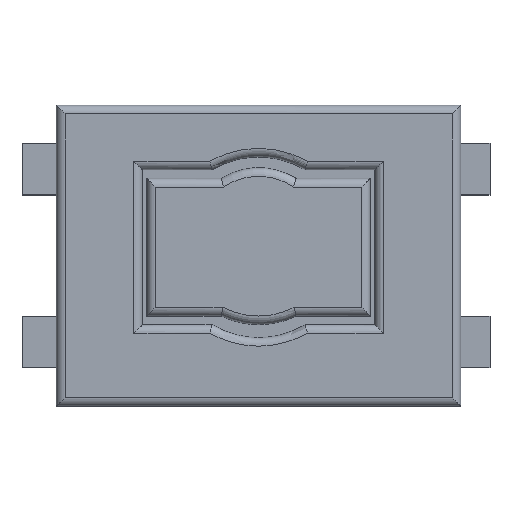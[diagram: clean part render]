
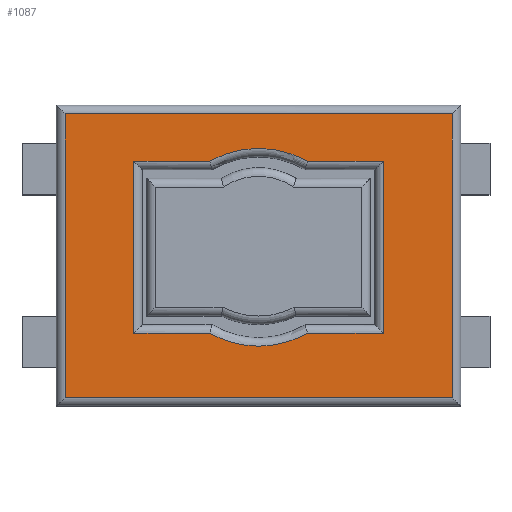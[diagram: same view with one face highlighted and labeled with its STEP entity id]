
A CAD part, top view. The second image highlights one B-rep face of the part: STEP entity #1087.
In plain terms, the highlighted planar face has unit normal (0, 0, 1).
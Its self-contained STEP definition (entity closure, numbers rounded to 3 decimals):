
#980 = VERTEX_POINT('',#981);
#981 = CARTESIAN_POINT('',(-2.2,-1.66,1.65));
#988 = EDGE_CURVE('',#980,#989,#991,.T.);
#989 = VERTEX_POINT('',#990);
#990 = CARTESIAN_POINT('',(-2.2,1.64,1.65));
#991 = LINE('',#992,#993);
#992 = CARTESIAN_POINT('',(-2.2,-1.76,1.65));
#993 = VECTOR('',#994,1.);
#994 = DIRECTION('',(0.,1.,0.));
#1015 = VERTEX_POINT('',#1016);
#1016 = CARTESIAN_POINT('',(2.3,1.64,1.65));
#1023 = EDGE_CURVE('',#989,#1015,#1024,.T.);
#1024 = LINE('',#1025,#1026);
#1025 = CARTESIAN_POINT('',(-2.3,1.64,1.65));
#1026 = VECTOR('',#1027,1.);
#1027 = DIRECTION('',(1.,0.,0.));
#1038 = VERTEX_POINT('',#1039);
#1039 = CARTESIAN_POINT('',(2.3,-1.66,1.65));
#1048 = EDGE_CURVE('',#1038,#1015,#1049,.T.);
#1049 = LINE('',#1050,#1051);
#1050 = CARTESIAN_POINT('',(2.3,-1.76,1.65));
#1051 = VECTOR('',#1052,1.);
#1052 = DIRECTION('',(0.,1.,0.));
#1075 = EDGE_CURVE('',#980,#1038,#1076,.T.);
#1076 = LINE('',#1077,#1078);
#1077 = CARTESIAN_POINT('',(-2.3,-1.66,1.65));
#1078 = VECTOR('',#1079,1.);
#1079 = DIRECTION('',(1.,0.,0.));
#1087 = ADVANCED_FACE('',(#1088,#1094),#1162,.T.);
#1088 = FACE_BOUND('',#1089,.T.);
#1089 = EDGE_LOOP('',(#1090,#1091,#1092,#1093));
#1090 = ORIENTED_EDGE('',*,*,#988,.F.);
#1091 = ORIENTED_EDGE('',*,*,#1075,.T.);
#1092 = ORIENTED_EDGE('',*,*,#1048,.T.);
#1093 = ORIENTED_EDGE('',*,*,#1023,.F.);
#1094 = FACE_BOUND('',#1095,.T.);
#1095 = EDGE_LOOP('',(#1096,#1106,#1114,#1122,#1131,#1139,#1147,#1155));
#1096 = ORIENTED_EDGE('',*,*,#1097,.F.);
#1097 = EDGE_CURVE('',#1098,#1100,#1102,.T.);
#1098 = VERTEX_POINT('',#1099);
#1099 = CARTESIAN_POINT('',(-1.4,-0.91,1.65));
#1100 = VERTEX_POINT('',#1101);
#1101 = CARTESIAN_POINT('',(-0.518,-0.91,1.65));
#1102 = LINE('',#1103,#1104);
#1103 = CARTESIAN_POINT('',(-1.3,-0.91,1.65));
#1104 = VECTOR('',#1105,1.);
#1105 = DIRECTION('',(1.,0.,0.));
#1106 = ORIENTED_EDGE('',*,*,#1107,.T.);
#1107 = EDGE_CURVE('',#1098,#1108,#1110,.T.);
#1108 = VERTEX_POINT('',#1109);
#1109 = CARTESIAN_POINT('',(-1.4,1.09,1.65));
#1110 = LINE('',#1111,#1112);
#1111 = CARTESIAN_POINT('',(-1.4,-0.81,1.65));
#1112 = VECTOR('',#1113,1.);
#1113 = DIRECTION('',(0.,1.,0.));
#1114 = ORIENTED_EDGE('',*,*,#1115,.T.);
#1115 = EDGE_CURVE('',#1108,#1116,#1118,.T.);
#1116 = VERTEX_POINT('',#1117);
#1117 = CARTESIAN_POINT('',(-0.518,1.09,1.65));
#1118 = LINE('',#1119,#1120);
#1119 = CARTESIAN_POINT('',(-1.3,1.09,1.65));
#1120 = VECTOR('',#1121,1.);
#1121 = DIRECTION('',(1.,0.,0.));
#1122 = ORIENTED_EDGE('',*,*,#1123,.F.);
#1123 = EDGE_CURVE('',#1124,#1116,#1126,.T.);
#1124 = VERTEX_POINT('',#1125);
#1125 = CARTESIAN_POINT('',(0.618,1.09,1.65));
#1126 = CIRCLE('',#1127,1.15);
#1127 = AXIS2_PLACEMENT_3D('',#1128,#1129,#1130);
#1128 = CARTESIAN_POINT('',(0.05,0.09,1.65));
#1129 = DIRECTION('',(0.,-0.,1.));
#1130 = DIRECTION('',(0.515,0.857,0.));
#1131 = ORIENTED_EDGE('',*,*,#1132,.T.);
#1132 = EDGE_CURVE('',#1124,#1133,#1135,.T.);
#1133 = VERTEX_POINT('',#1134);
#1134 = CARTESIAN_POINT('',(1.5,1.09,1.65));
#1135 = LINE('',#1136,#1137);
#1136 = CARTESIAN_POINT('',(0.591,1.09,1.65));
#1137 = VECTOR('',#1138,1.);
#1138 = DIRECTION('',(1.,0.,0.));
#1139 = ORIENTED_EDGE('',*,*,#1140,.F.);
#1140 = EDGE_CURVE('',#1141,#1133,#1143,.T.);
#1141 = VERTEX_POINT('',#1142);
#1142 = CARTESIAN_POINT('',(1.5,-0.91,1.65));
#1143 = LINE('',#1144,#1145);
#1144 = CARTESIAN_POINT('',(1.5,-0.81,1.65));
#1145 = VECTOR('',#1146,1.);
#1146 = DIRECTION('',(0.,1.,0.));
#1147 = ORIENTED_EDGE('',*,*,#1148,.F.);
#1148 = EDGE_CURVE('',#1149,#1141,#1151,.T.);
#1149 = VERTEX_POINT('',#1150);
#1150 = CARTESIAN_POINT('',(0.618,-0.91,1.65));
#1151 = LINE('',#1152,#1153);
#1152 = CARTESIAN_POINT('',(0.591,-0.91,1.65));
#1153 = VECTOR('',#1154,1.);
#1154 = DIRECTION('',(1.,0.,0.));
#1155 = ORIENTED_EDGE('',*,*,#1156,.F.);
#1156 = EDGE_CURVE('',#1100,#1149,#1157,.T.);
#1157 = CIRCLE('',#1158,1.15);
#1158 = AXIS2_PLACEMENT_3D('',#1159,#1160,#1161);
#1159 = CARTESIAN_POINT('',(0.05,0.09,1.65));
#1160 = DIRECTION('',(0.,0.,1.));
#1161 = DIRECTION('',(-0.515,-0.857,0.));
#1162 = PLANE('',#1163);
#1163 = AXIS2_PLACEMENT_3D('',#1164,#1165,#1166);
#1164 = CARTESIAN_POINT('',(-2.3,-1.76,1.65));
#1165 = DIRECTION('',(0.,0.,1.));
#1166 = DIRECTION('',(1.,0.,0.));
